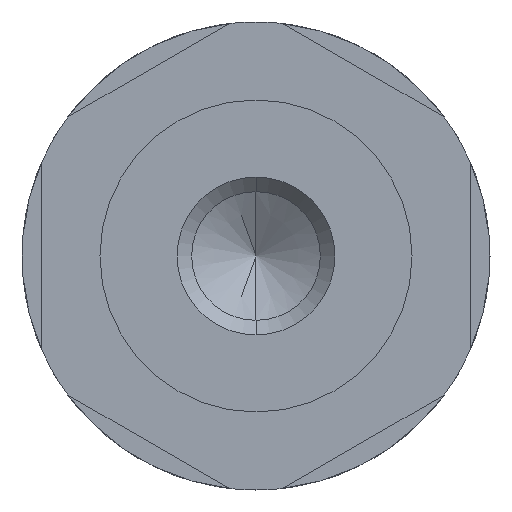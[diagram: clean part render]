
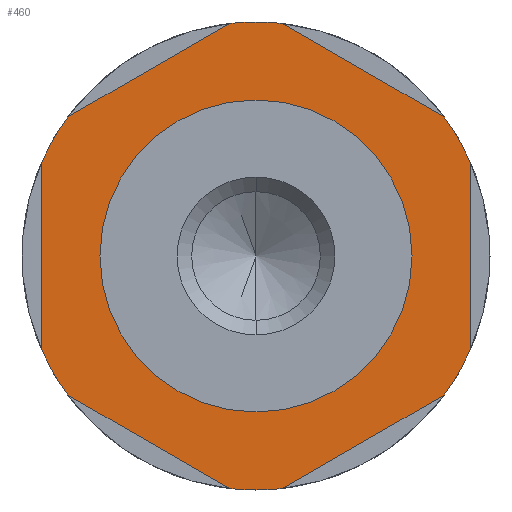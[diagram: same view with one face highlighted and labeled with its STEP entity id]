
A CAD part, front view. The second image highlights one B-rep face of the part: STEP entity #460.
In plain terms, the highlighted planar face has unit normal (0, -1, 0).
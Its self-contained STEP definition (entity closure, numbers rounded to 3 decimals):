
#10 = AXIS2_PLACEMENT_3D ( 'NONE', #675, #668, #661 ) ;
#30 = VECTOR ( 'NONE', #745, 1000. ) ;
#31 = CIRCLE ( 'NONE', #75, 6. ) ;
#36 = AXIS2_PLACEMENT_3D ( 'NONE', #704, #701, #700 ) ;
#48 = CARTESIAN_POINT ( 'NONE',  ( -4.827, 7.1, -3.564 ) ) ;
#50 = CIRCLE ( 'NONE', #84, 6. ) ;
#72 = VERTEX_POINT ( 'NONE', #165 ) ;
#73 = LINE ( 'NONE', #397, #331 ) ;
#75 = AXIS2_PLACEMENT_3D ( 'NONE', #775, #773, #770 ) ;
#78 = VECTOR ( 'NONE', #978, 1000. ) ;
#84 = AXIS2_PLACEMENT_3D ( 'NONE', #803, #802, #801 ) ;
#87 = LINE ( 'NONE', #199, #78 ) ;
#114 = AXIS2_PLACEMENT_3D ( 'NONE', #119, #172, #134 ) ;
#119 = CARTESIAN_POINT ( 'NONE',  ( 6., 7.1, 0. ) ) ;
#120 = CIRCLE ( 'NONE', #1062, 6. ) ;
#125 = CARTESIAN_POINT ( 'NONE',  ( -4.827, 7.1, 3.564 ) ) ;
#134 = DIRECTION ( 'NONE',  ( 0., 0., -1. ) ) ;
#148 = AXIS2_PLACEMENT_3D ( 'NONE', #197, #195, #316 ) ;
#158 = ORIENTED_EDGE ( 'NONE', *, *, #671, .T. ) ;
#163 = CIRCLE ( 'NONE', #148, 4. ) ;
#165 = CARTESIAN_POINT ( 'NONE',  ( 0., 7.1, -6. ) ) ;
#166 = FACE_BOUND ( 'NONE', #763, .T. ) ;
#172 = DIRECTION ( 'NONE',  ( 0., -1., 0. ) ) ;
#175 = FACE_OUTER_BOUND ( 'NONE', #972, .T. ) ;
#183 = LINE ( 'NONE', #422, #191 ) ;
#185 = VERTEX_POINT ( 'NONE', #848 ) ;
#191 = VECTOR ( 'NONE', #396, 1000. ) ;
#195 = DIRECTION ( 'NONE',  ( 0., -1., 0. ) ) ;
#197 = CARTESIAN_POINT ( 'NONE',  ( 0., 7.1, 0. ) ) ;
#199 = CARTESIAN_POINT ( 'NONE',  ( 7.25, 7.1, 2.165 ) ) ;
#202 = PLANE ( 'NONE',  #114 ) ;
#206 = AXIS2_PLACEMENT_3D ( 'NONE', #392, #382, #263 ) ;
#225 = CIRCLE ( 'NONE', #206, 6. ) ;
#229 = CIRCLE ( 'NONE', #36, 6. ) ;
#248 = CARTESIAN_POINT ( 'NONE',  ( -5.5, 7.1, -2.398 ) ) ;
#250 = LINE ( 'NONE', #797, #30 ) ;
#263 = DIRECTION ( 'NONE',  ( 0., 0., -1. ) ) ;
#267 = VERTEX_POINT ( 'NONE', #720 ) ;
#287 = CARTESIAN_POINT ( 'NONE',  ( 0., 7.1, 4. ) ) ;
#294 = VERTEX_POINT ( 'NONE', #516 ) ;
#297 = AXIS2_PLACEMENT_3D ( 'NONE', #459, #453, #449 ) ;
#316 = DIRECTION ( 'NONE',  ( 0., 0., -1. ) ) ;
#324 = EDGE_CURVE ( 'NONE', #472, #553, #225, .T. ) ;
#331 = VECTOR ( 'NONE', #374, 1000. ) ;
#356 = LINE ( 'NONE', #461, #1077 ) ;
#374 = DIRECTION ( 'NONE',  ( 0.866, 0., 0.5 ) ) ;
#381 = DIRECTION ( 'NONE',  ( 0.866, 0., -0.5 ) ) ;
#382 = DIRECTION ( 'NONE',  ( 0., -1., 0. ) ) ;
#387 = CARTESIAN_POINT ( 'NONE',  ( 1.75, 7.1, -7.361 ) ) ;
#388 = EDGE_CURVE ( 'NONE', #732, #962, #163, .T. ) ;
#392 = CARTESIAN_POINT ( 'NONE',  ( 0., 7.1, 0. ) ) ;
#396 = DIRECTION ( 'NONE',  ( -0.866, 0., -0.5 ) ) ;
#397 = CARTESIAN_POINT ( 'NONE',  ( 7.25, 7.1, -2.165 ) ) ;
#420 = CARTESIAN_POINT ( 'NONE',  ( -0.673, 7.1, -5.962 ) ) ;
#422 = CARTESIAN_POINT ( 'NONE',  ( 1.75, 7.1, 7.361 ) ) ;
#449 = DIRECTION ( 'NONE',  ( 0., 0., -1. ) ) ;
#453 = DIRECTION ( 'NONE',  ( 0., -1., 0. ) ) ;
#459 = CARTESIAN_POINT ( 'NONE',  ( 0., 7.1, 0. ) ) ;
#460 = ADVANCED_FACE ( 'NONE', ( #166, #175 ), #202, .T. ) ;
#461 = CARTESIAN_POINT ( 'NONE',  ( 5.5, 7.1, 0. ) ) ;
#468 = CIRCLE ( 'NONE', #10, 6. ) ;
#472 = VERTEX_POINT ( 'NONE', #125 ) ;
#475 = VERTEX_POINT ( 'NONE', #48 ) ;
#479 = AXIS2_PLACEMENT_3D ( 'NONE', #632, #628, #623 ) ;
#489 = DIRECTION ( 'NONE',  ( 0., 0., -1. ) ) ;
#493 = DIRECTION ( 'NONE',  ( 0., -1., 0. ) ) ;
#494 = ORIENTED_EDGE ( 'NONE', *, *, #878, .T. ) ;
#495 = CARTESIAN_POINT ( 'NONE',  ( 0., 7.1, 0. ) ) ;
#497 = DIRECTION ( 'NONE',  ( 0., 0., 1. ) ) ;
#516 = CARTESIAN_POINT ( 'NONE',  ( 0.673, 7.1, 5.962 ) ) ;
#519 = CARTESIAN_POINT ( 'NONE',  ( 0., 7.1, 6. ) ) ;
#553 = VERTEX_POINT ( 'NONE', #988 ) ;
#554 = ORIENTED_EDGE ( 'NONE', *, *, #736, .T. ) ;
#559 = EDGE_CURVE ( 'NONE', #730, #294, #87, .T. ) ;
#581 = LINE ( 'NONE', #387, #690 ) ;
#590 = DIRECTION ( 'NONE',  ( 0., 0., -1. ) ) ;
#591 = DIRECTION ( 'NONE',  ( 0., -1., 0. ) ) ;
#592 = CARTESIAN_POINT ( 'NONE',  ( 0., 7.1, 0. ) ) ;
#593 = CARTESIAN_POINT ( 'NONE',  ( 0.673, 7.1, -5.962 ) ) ;
#596 = ORIENTED_EDGE ( 'NONE', *, *, #685, .T. ) ;
#598 = ORIENTED_EDGE ( 'NONE', *, *, #839, .F. ) ;
#603 = CARTESIAN_POINT ( 'NONE',  ( -0.673, 7.1, 5.962 ) ) ;
#604 = CARTESIAN_POINT ( 'NONE',  ( 0., 7.1, -4. ) ) ;
#607 = CARTESIAN_POINT ( 'NONE',  ( 4.827, 7.1, 3.564 ) ) ;
#623 = DIRECTION ( 'NONE',  ( 0., 0., -1. ) ) ;
#628 = DIRECTION ( 'NONE',  ( 0., -1., 0. ) ) ;
#632 = CARTESIAN_POINT ( 'NONE',  ( 0., 7.1, 0. ) ) ;
#634 = EDGE_CURVE ( 'NONE', #294, #810, #50, .T. ) ;
#636 = CARTESIAN_POINT ( 'NONE',  ( 4.827, 7.1, -3.564 ) ) ;
#651 = EDGE_CURVE ( 'NONE', #553, #1021, #250, .T. ) ;
#653 = ORIENTED_EDGE ( 'NONE', *, *, #654, .T. ) ;
#654 = EDGE_CURVE ( 'NONE', #267, #730, #31, .T. ) ;
#661 = DIRECTION ( 'NONE',  ( 0., 0., -1. ) ) ;
#668 = DIRECTION ( 'NONE',  ( 0., -1., 0. ) ) ;
#671 = EDGE_CURVE ( 'NONE', #711, #185, #229, .T. ) ;
#672 = ORIENTED_EDGE ( 'NONE', *, *, #388, .F. ) ;
#675 = CARTESIAN_POINT ( 'NONE',  ( 0., 7.1, 0. ) ) ;
#685 = EDGE_CURVE ( 'NONE', #72, #764, #468, .T. ) ;
#690 = VECTOR ( 'NONE', #381, 1000. ) ;
#694 = ORIENTED_EDGE ( 'NONE', *, *, #818, .T. ) ;
#697 = EDGE_CURVE ( 'NONE', #861, #72, #971, .T. ) ;
#700 = DIRECTION ( 'NONE',  ( 0., 0., -1. ) ) ;
#701 = DIRECTION ( 'NONE',  ( 0., -1., 0. ) ) ;
#704 = CARTESIAN_POINT ( 'NONE',  ( 0., 7.1, 0. ) ) ;
#711 = VERTEX_POINT ( 'NONE', #636 ) ;
#720 = CARTESIAN_POINT ( 'NONE',  ( 5.5, 7.1, 2.398 ) ) ;
#730 = VERTEX_POINT ( 'NONE', #607 ) ;
#732 = VERTEX_POINT ( 'NONE', #604 ) ;
#734 = VERTEX_POINT ( 'NONE', #603 ) ;
#736 = EDGE_CURVE ( 'NONE', #1021, #475, #807, .T. ) ;
#745 = DIRECTION ( 'NONE',  ( 0., 0., -1. ) ) ;
#757 = ORIENTED_EDGE ( 'NONE', *, *, #651, .T. ) ;
#763 = EDGE_LOOP ( 'NONE', ( #672, #598 ) ) ;
#764 = VERTEX_POINT ( 'NONE', #593 ) ;
#770 = DIRECTION ( 'NONE',  ( 0., 0., -1. ) ) ;
#773 = DIRECTION ( 'NONE',  ( 0., -1., 0. ) ) ;
#775 = CARTESIAN_POINT ( 'NONE',  ( 0., 7.1, 0. ) ) ;
#787 = ORIENTED_EDGE ( 'NONE', *, *, #697, .T. ) ;
#797 = CARTESIAN_POINT ( 'NONE',  ( -5.5, 7.1, 0. ) ) ;
#799 = ORIENTED_EDGE ( 'NONE', *, *, #842, .T. ) ;
#801 = DIRECTION ( 'NONE',  ( 0., 0., -1. ) ) ;
#802 = DIRECTION ( 'NONE',  ( 0., -1., 0. ) ) ;
#803 = CARTESIAN_POINT ( 'NONE',  ( 0., 7.1, 0. ) ) ;
#807 = CIRCLE ( 'NONE', #1001, 6. ) ;
#810 = VERTEX_POINT ( 'NONE', #519 ) ;
#818 = EDGE_CURVE ( 'NONE', #810, #734, #120, .T. ) ;
#834 = ORIENTED_EDGE ( 'NONE', *, *, #634, .T. ) ;
#839 = EDGE_CURVE ( 'NONE', #962, #732, #859, .T. ) ;
#842 = EDGE_CURVE ( 'NONE', #185, #267, #356, .T. ) ;
#848 = CARTESIAN_POINT ( 'NONE',  ( 5.5, 7.1, -2.398 ) ) ;
#859 = CIRCLE ( 'NONE', #297, 4. ) ;
#861 = VERTEX_POINT ( 'NONE', #420 ) ;
#876 = ORIENTED_EDGE ( 'NONE', *, *, #324, .T. ) ;
#878 = EDGE_CURVE ( 'NONE', #734, #472, #183, .T. ) ;
#885 = EDGE_CURVE ( 'NONE', #475, #861, #581, .T. ) ;
#893 = EDGE_CURVE ( 'NONE', #764, #711, #73, .T. ) ;
#948 = ORIENTED_EDGE ( 'NONE', *, *, #885, .T. ) ;
#962 = VERTEX_POINT ( 'NONE', #287 ) ;
#971 = CIRCLE ( 'NONE', #479, 6. ) ;
#972 = EDGE_LOOP ( 'NONE', ( #158, #799, #653, #1022, #834, #694, #494, #876, #757, #554, #948, #787, #596, #986 ) ) ;
#978 = DIRECTION ( 'NONE',  ( -0.866, 0., 0.5 ) ) ;
#986 = ORIENTED_EDGE ( 'NONE', *, *, #893, .T. ) ;
#988 = CARTESIAN_POINT ( 'NONE',  ( -5.5, 7.1, 2.398 ) ) ;
#1001 = AXIS2_PLACEMENT_3D ( 'NONE', #592, #591, #590 ) ;
#1021 = VERTEX_POINT ( 'NONE', #248 ) ;
#1022 = ORIENTED_EDGE ( 'NONE', *, *, #559, .T. ) ;
#1062 = AXIS2_PLACEMENT_3D ( 'NONE', #495, #493, #489 ) ;
#1077 = VECTOR ( 'NONE', #497, 1000. ) ;
